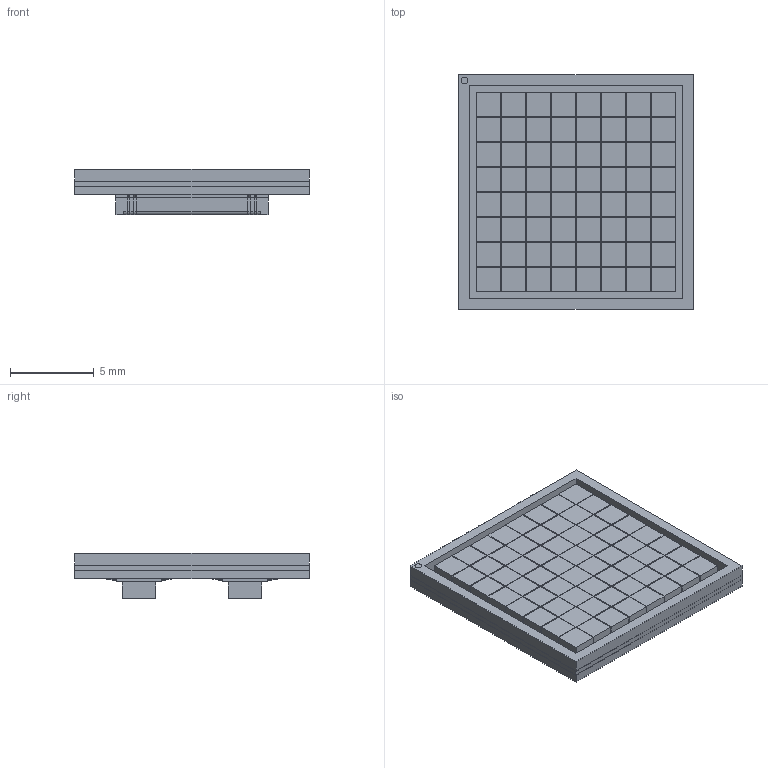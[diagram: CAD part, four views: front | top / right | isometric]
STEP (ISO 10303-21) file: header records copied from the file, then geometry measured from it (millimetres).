
FILE_DESCRIPTION((''),'2;1');
FILE_NAME('ADVANSID_ASD-RGB1.5S-P-8X8A.stp','2014-10-08T16:48:01',(''),(''),'Mechanical Desktop 2011','Mechanical Desktop 2011',', , ');
FILE_SCHEMA(('AUTOMOTIVE_DESIGN { 1 2 10303 214 1 1 1 1 }'));
Length unit declared in the file: millimetre
Products named in the file (1): Product
Bounding box: 14.05 x 14.05 x 2.7 mm (x, y, z)
Volume: 300.3 mm3; surface area: 1740.8 mm2
Topology: 108 solids, 108 shells, 854 faces, 1866 edges, 1228 vertices
Faces by surface type: plane 630, bspline 174, cylinder 42, cone 8
Entity records: 22970 total; most frequent: CARTESIAN_POINT 4583, ORIENTED_EDGE 3732, DIRECTION 3344, EDGE_CURVE 1866, VECTOR 1750, LINE 1750, VERTEX_POINT 1228, EDGE_LOOP 860
